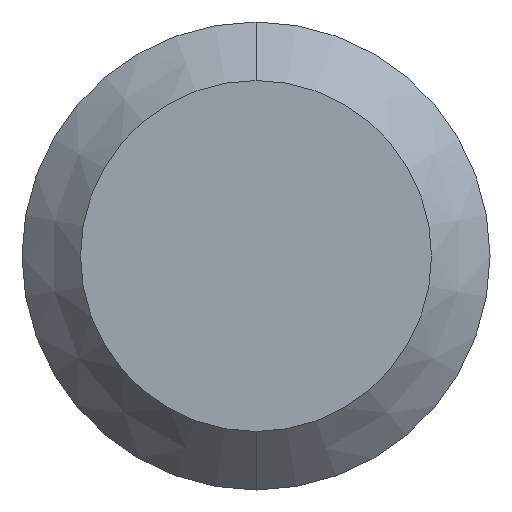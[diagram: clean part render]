
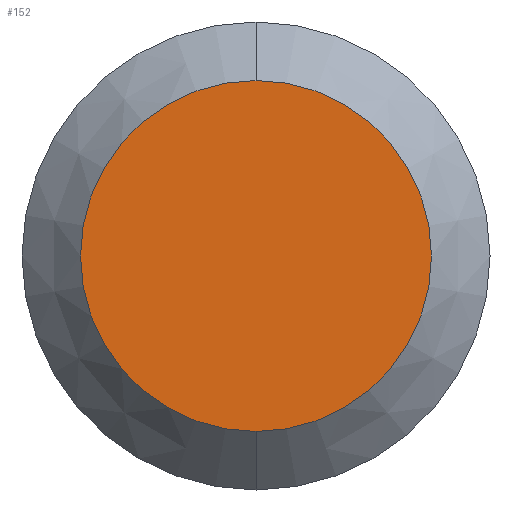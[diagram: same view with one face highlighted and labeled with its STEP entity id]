
A CAD part, front view. The second image highlights one B-rep face of the part: STEP entity #152.
In plain terms, the highlighted planar face has unit normal (0, -1, 0).
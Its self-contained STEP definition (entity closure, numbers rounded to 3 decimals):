
#5 = DIRECTION ( 'NONE',  ( 0., -1., 0. ) ) ;
#9 = CARTESIAN_POINT ( 'NONE',  ( 0., -65., -3. ) ) ;
#29 = FACE_OUTER_BOUND ( 'NONE', #165, .T. ) ;
#30 = CIRCLE ( 'NONE', #188, 3. ) ;
#31 = AXIS2_PLACEMENT_3D ( 'NONE', #123, #80, #181 ) ;
#55 = ORIENTED_EDGE ( 'NONE', *, *, #184, .T. ) ;
#60 = CARTESIAN_POINT ( 'NONE',  ( 0., -65., 0. ) ) ;
#61 = DIRECTION ( 'NONE',  ( 0., 1., 0. ) ) ;
#62 = PLANE ( 'NONE',  #81 ) ;
#80 = DIRECTION ( 'NONE',  ( 0., -1., 0. ) ) ;
#81 = AXIS2_PLACEMENT_3D ( 'NONE', #60, #61, #202 ) ;
#113 = EDGE_CURVE ( 'NONE', #174, #182, #230, .T. ) ;
#122 = CARTESIAN_POINT ( 'NONE',  ( 0., -65., 0. ) ) ;
#123 = CARTESIAN_POINT ( 'NONE',  ( 0., -65., 0. ) ) ;
#125 = CARTESIAN_POINT ( 'NONE',  ( 0., -65., 3. ) ) ;
#142 = DIRECTION ( 'NONE',  ( 0., 0., 1. ) ) ;
#152 = ADVANCED_FACE ( 'NONE', ( #29 ), #62, .F. ) ;
#160 = ORIENTED_EDGE ( 'NONE', *, *, #113, .T. ) ;
#165 = EDGE_LOOP ( 'NONE', ( #160, #55 ) ) ;
#174 = VERTEX_POINT ( 'NONE', #125 ) ;
#181 = DIRECTION ( 'NONE',  ( 0., 0., 1. ) ) ;
#182 = VERTEX_POINT ( 'NONE', #9 ) ;
#184 = EDGE_CURVE ( 'NONE', #182, #174, #30, .T. ) ;
#188 = AXIS2_PLACEMENT_3D ( 'NONE', #122, #5, #142 ) ;
#202 = DIRECTION ( 'NONE',  ( 0., 0., 1. ) ) ;
#230 = CIRCLE ( 'NONE', #31, 3. ) ;
